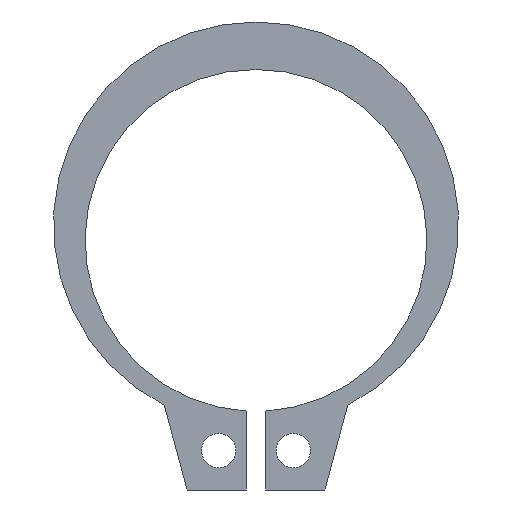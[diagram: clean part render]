
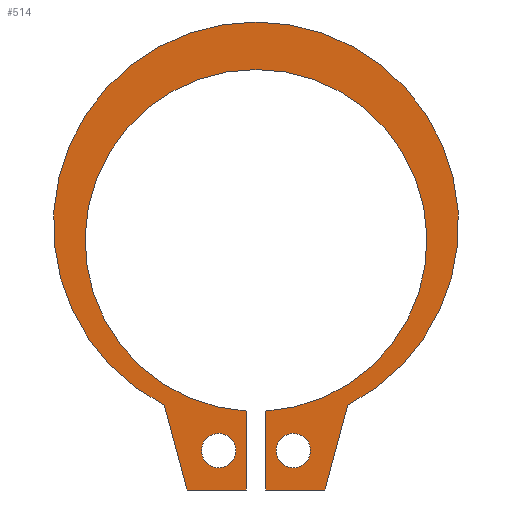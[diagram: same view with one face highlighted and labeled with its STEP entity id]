
A CAD part, left-side view. The second image highlights one B-rep face of the part: STEP entity #514.
In plain terms, the highlighted planar face has unit normal (-1, 0, 0).
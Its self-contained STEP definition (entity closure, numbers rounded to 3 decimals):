
#130=CARTESIAN_POINT('',(0.0,-1.3,-7.259));
#131=VERTEX_POINT('',#130);
#140=CARTESIAN_POINT('',(0.,-0.703,-7.856));
#141=VERTEX_POINT('',#140);
#142=CARTESIAN_POINT('',(0.,-1.3,-7.856));
#143=DIRECTION('',(1.0,0.0,0.0));
#144=DIRECTION('',(0.0,1.0,0.0));
#145=AXIS2_PLACEMENT_3D('',#142,#143,#144);
#146=CIRCLE('',#145,0.597);
#147=EDGE_CURVE('',#141,#131,#146,.T.);
#149=CARTESIAN_POINT('',(0.0,-1.3,-8.453));
#150=VERTEX_POINT('',#149);
#151=CARTESIAN_POINT('',(0.,-1.3,-7.856));
#152=DIRECTION('',(1.0,0.0,0.0));
#153=DIRECTION('',(0.0,1.0,0.0));
#154=AXIS2_PLACEMENT_3D('',#151,#152,#153);
#155=CIRCLE('',#154,0.597);
#156=EDGE_CURVE('',#150,#141,#155,.T.);
#181=CARTESIAN_POINT('',(0.0,1.3,-7.259));
#182=VERTEX_POINT('',#181);
#191=CARTESIAN_POINT('',(0.,1.897,-7.856));
#192=VERTEX_POINT('',#191);
#193=CARTESIAN_POINT('',(0.,1.3,-7.856));
#194=DIRECTION('',(1.0,0.0,0.0));
#195=DIRECTION('',(0.0,1.0,0.0));
#196=AXIS2_PLACEMENT_3D('',#193,#194,#195);
#197=CIRCLE('',#196,0.597);
#198=EDGE_CURVE('',#192,#182,#197,.T.);
#200=CARTESIAN_POINT('',(0.0,1.3,-8.453));
#201=VERTEX_POINT('',#200);
#202=CARTESIAN_POINT('',(0.,1.3,-7.856));
#203=DIRECTION('',(1.0,0.0,0.0));
#204=DIRECTION('',(0.0,1.0,0.0));
#205=AXIS2_PLACEMENT_3D('',#202,#203,#204);
#206=CIRCLE('',#205,0.597);
#207=EDGE_CURVE('',#201,#192,#206,.T.);
#234=CARTESIAN_POINT('',(0.0,0.,5.393));
#235=VERTEX_POINT('',#234);
#251=CARTESIAN_POINT('',(0.0,-0.34,-6.484));
#252=VERTEX_POINT('',#251);
#259=CARTESIAN_POINT('',(0.0,0.0,-0.55));
#260=DIRECTION('',(1.0,0.0,0.0));
#261=DIRECTION('',(0.0,0.0,1.0));
#262=AXIS2_PLACEMENT_3D('',#259,#260,#261);
#263=CIRCLE('',#262,5.944);
#264=EDGE_CURVE('',#235,#252,#263,.T.);
#276=CARTESIAN_POINT('',(0.0,0.,7.044));
#277=VERTEX_POINT('',#276);
#293=CARTESIAN_POINT('',(0.,3.187,-6.282));
#294=VERTEX_POINT('',#293);
#301=CARTESIAN_POINT('',(0.0,0.0,0.));
#302=DIRECTION('',(-1.0,0.0,0.0));
#303=DIRECTION('',(0.0,1.0,0.0));
#304=AXIS2_PLACEMENT_3D('',#301,#302,#303);
#305=CIRCLE('',#304,7.044);
#306=EDGE_CURVE('',#277,#294,#305,.T.);
#421=CARTESIAN_POINT('',(0.0,7.734,-10.041));
#422=DIRECTION('',(-1.0,0.0,0.0));
#423=DIRECTION('',(0.0,0.0,1.0));
#424=AXIS2_PLACEMENT_3D('',#421,#422,#423);
#425=PLANE('',#424);
#426=CARTESIAN_POINT('',(0.,-3.187,-6.282));
#427=VERTEX_POINT('',#426);
#428=CARTESIAN_POINT('',(0.0,0.0,0.));
#429=DIRECTION('',(-1.0,0.0,0.0));
#430=DIRECTION('',(0.0,1.0,0.0));
#431=AXIS2_PLACEMENT_3D('',#428,#429,#430);
#432=CIRCLE('',#431,7.044);
#433=EDGE_CURVE('',#427,#277,#432,.T.);
#434=ORIENTED_EDGE('',*,*,#433,.T.);
#435=ORIENTED_EDGE('',*,*,#306,.T.);
#436=CARTESIAN_POINT('',(0.0,2.397,-9.227));
#437=VERTEX_POINT('',#436);
#438=CARTESIAN_POINT('',(0.,3.187,-6.282));
#439=DIRECTION('',(0.,-0.259,-0.966));
#440=VECTOR('',#439,3.049);
#441=LINE('',#438,#440);
#442=EDGE_CURVE('',#294,#437,#441,.T.);
#443=ORIENTED_EDGE('',*,*,#442,.T.);
#444=CARTESIAN_POINT('',(0.0,0.34,-9.227));
#445=VERTEX_POINT('',#444);
#446=CARTESIAN_POINT('',(0.0,2.397,-9.227));
#447=DIRECTION('',(0.0,-1.0,0.0));
#448=VECTOR('',#447,2.057);
#449=LINE('',#446,#448);
#450=EDGE_CURVE('',#437,#445,#449,.T.);
#451=ORIENTED_EDGE('',*,*,#450,.T.);
#452=CARTESIAN_POINT('',(0.,0.34,-6.484));
#453=VERTEX_POINT('',#452);
#454=CARTESIAN_POINT('',(0.0,0.34,-9.227));
#455=DIRECTION('',(0.0,0.0,1.0));
#456=VECTOR('',#455,2.743);
#457=LINE('',#454,#456);
#458=EDGE_CURVE('',#445,#453,#457,.T.);
#459=ORIENTED_EDGE('',*,*,#458,.T.);
#460=CARTESIAN_POINT('',(0.0,0.0,-0.55));
#461=DIRECTION('',(1.0,0.0,0.0));
#462=DIRECTION('',(0.0,0.0,1.0));
#463=AXIS2_PLACEMENT_3D('',#460,#461,#462);
#464=CIRCLE('',#463,5.944);
#465=EDGE_CURVE('',#453,#235,#464,.T.);
#466=ORIENTED_EDGE('',*,*,#465,.T.);
#467=ORIENTED_EDGE('',*,*,#264,.T.);
#468=CARTESIAN_POINT('',(0.0,-0.34,-9.227));
#469=VERTEX_POINT('',#468);
#470=CARTESIAN_POINT('',(0.0,-0.34,-9.227));
#471=DIRECTION('',(0.0,0.0,1.0));
#472=VECTOR('',#471,2.743);
#473=LINE('',#470,#472);
#474=EDGE_CURVE('',#469,#252,#473,.T.);
#475=ORIENTED_EDGE('',*,*,#474,.F.);
#476=CARTESIAN_POINT('',(0.0,-2.397,-9.227));
#477=VERTEX_POINT('',#476);
#478=CARTESIAN_POINT('',(0.0,-0.34,-9.227));
#479=DIRECTION('',(0.0,-1.0,0.0));
#480=VECTOR('',#479,2.057);
#481=LINE('',#478,#480);
#482=EDGE_CURVE('',#469,#477,#481,.T.);
#483=ORIENTED_EDGE('',*,*,#482,.T.);
#484=CARTESIAN_POINT('',(0.0,-2.397,-9.227));
#485=DIRECTION('',(0.,-0.259,0.966));
#486=VECTOR('',#485,3.049);
#487=LINE('',#484,#486);
#488=EDGE_CURVE('',#477,#427,#487,.T.);
#489=ORIENTED_EDGE('',*,*,#488,.T.);
#490=EDGE_LOOP('',(#434,#435,#443,#451,#459,#466,#467,#475,#483,#489));
#491=FACE_OUTER_BOUND('',#490,.T.);
#492=ORIENTED_EDGE('',*,*,#198,.T.);
#493=CARTESIAN_POINT('',(0.,1.3,-7.856));
#494=DIRECTION('',(1.0,0.0,0.0));
#495=DIRECTION('',(0.0,1.0,0.0));
#496=AXIS2_PLACEMENT_3D('',#493,#494,#495);
#497=CIRCLE('',#496,0.597);
#498=EDGE_CURVE('',#182,#201,#497,.T.);
#499=ORIENTED_EDGE('',*,*,#498,.T.);
#500=ORIENTED_EDGE('',*,*,#207,.T.);
#501=EDGE_LOOP('',(#492,#499,#500));
#502=FACE_BOUND('',#501,.T.);
#503=ORIENTED_EDGE('',*,*,#147,.T.);
#504=CARTESIAN_POINT('',(0.,-1.3,-7.856));
#505=DIRECTION('',(1.0,0.0,0.0));
#506=DIRECTION('',(0.0,1.0,0.0));
#507=AXIS2_PLACEMENT_3D('',#504,#505,#506);
#508=CIRCLE('',#507,0.597);
#509=EDGE_CURVE('',#131,#150,#508,.T.);
#510=ORIENTED_EDGE('',*,*,#509,.T.);
#511=ORIENTED_EDGE('',*,*,#156,.T.);
#512=EDGE_LOOP('',(#503,#510,#511));
#513=FACE_BOUND('',#512,.T.);
#514=ADVANCED_FACE('',(#491,#502,#513),#425,.T.);
